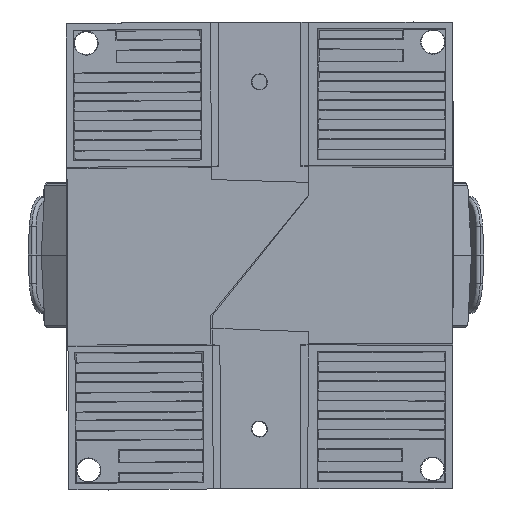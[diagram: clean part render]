
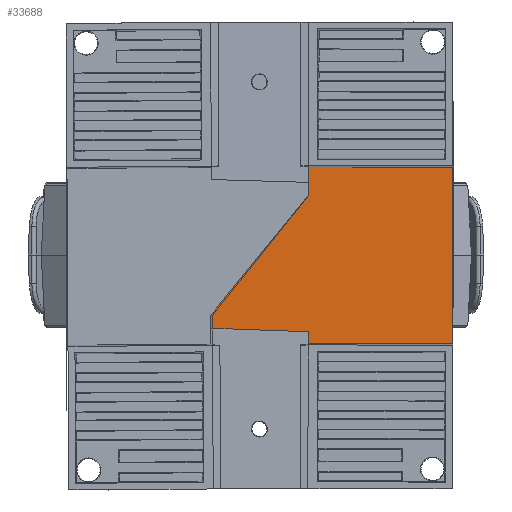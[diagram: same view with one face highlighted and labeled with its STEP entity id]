
A CAD part, front view. The second image highlights one B-rep face of the part: STEP entity #33688.
In plain terms, the highlighted planar face has unit normal (0, -1, 0).
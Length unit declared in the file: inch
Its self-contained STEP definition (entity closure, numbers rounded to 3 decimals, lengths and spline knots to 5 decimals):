
#746 = CARTESIAN_POINT ( 'NONE',  ( 0.41808, -2.77891, -1.29837 ) ) ;
#1407 = CARTESIAN_POINT ( 'NONE',  ( 1.58662, -2.77891, 0.12886 ) ) ;
#1946 = DIRECTION ( 'NONE',  ( -0.999, 0., 0.036 ) ) ;
#3037 = CARTESIAN_POINT ( 'NONE',  ( 0.4194, -2.77891, -0.10123 ) ) ;
#3313 = CARTESIAN_POINT ( 'NONE',  ( -0.36647, -2.77891, -1.17291 ) ) ;
#3767 = DIRECTION ( 'NONE',  ( 0.001, 0., 1. ) ) ;
#4242 = DIRECTION ( 'NONE',  ( 0.001, 0., 1. ) ) ;
#4386 = VERTEX_POINT ( 'NONE', #39585 ) ;
#5271 = VERTEX_POINT ( 'NONE', #3037 ) ;
#5575 = EDGE_CURVE ( 'NONE', #16941, #20622, #6630, .T. ) ;
#5972 = CARTESIAN_POINT ( 'NONE',  ( 1.58503, -2.77891, -1.29966 ) ) ;
#6630 = LINE ( 'NONE', #15231, #32585 ) ;
#7025 = FACE_OUTER_BOUND ( 'NONE', #22313, .T. ) ;
#7430 = CARTESIAN_POINT ( 'NONE',  ( 1.58503, -2.77891, -1.29966 ) ) ;
#7594 = VECTOR ( 'NONE', #11492, 39.37008 ) ;
#9035 = EDGE_CURVE ( 'NONE', #5271, #31708, #28807, .T. ) ;
#9059 = VERTEX_POINT ( 'NONE', #746 ) ;
#9842 = LINE ( 'NONE', #22629, #7594 ) ;
#9955 = VECTOR ( 'NONE', #45256, 39.37008 ) ;
#10539 = VERTEX_POINT ( 'NONE', #35517 ) ;
#10964 = EDGE_CURVE ( 'NONE', #34655, #9059, #42510, .T. ) ;
#11492 = DIRECTION ( 'NONE',  ( 0.001, 0., 1. ) ) ;
#12390 = VECTOR ( 'NONE', #22817, 39.37008 ) ;
#12931 = EDGE_CURVE ( 'NONE', #4386, #34655, #28177, .T. ) ;
#12984 = DIRECTION ( 'NONE',  ( 0., 1., 0. ) ) ;
#13111 = CARTESIAN_POINT ( 'NONE',  ( 0.41818, -2.77891, -1.20118 ) ) ;
#14436 = ORIENTED_EDGE ( 'NONE', *, *, #10964, .F. ) ;
#14481 = ORIENTED_EDGE ( 'NONE', *, *, #42544, .F. ) ;
#14789 = VECTOR ( 'NONE', #31224, 39.37008 ) ;
#15231 = CARTESIAN_POINT ( 'NONE',  ( -0.36647, -2.77891, -1.17291 ) ) ;
#16489 = DIRECTION ( 'NONE',  ( -1., 0., 0.001 ) ) ;
#16941 = VERTEX_POINT ( 'NONE', #3313 ) ;
#18326 = CARTESIAN_POINT ( 'NONE',  ( -0.36635, -2.77891, -1.06612 ) ) ;
#18710 = EDGE_CURVE ( 'NONE', #5271, #20622, #43807, .T. ) ;
#19184 = ORIENTED_EDGE ( 'NONE', *, *, #23489, .F. ) ;
#19195 = VECTOR ( 'NONE', #4242, 39.37008 ) ;
#20050 = CARTESIAN_POINT ( 'NONE',  ( -1.53068, -2.77891, 1.3043 ) ) ;
#20622 = VERTEX_POINT ( 'NONE', #18326 ) ;
#22313 = EDGE_LOOP ( 'NONE', ( #29054, #30041, #30109, #33992, #19184, #14436, #30003, #14481 ) ) ;
#22629 = CARTESIAN_POINT ( 'NONE',  ( 0.41808, -2.77891, -1.29837 ) ) ;
#22817 = DIRECTION ( 'NONE',  ( -0.001, 0., -1. ) ) ;
#23459 = CARTESIAN_POINT ( 'NONE',  ( -0.36635, -2.77891, -1.06612 ) ) ;
#23489 = EDGE_CURVE ( 'NONE', #9059, #10539, #9842, .T. ) ;
#24359 = LINE ( 'NONE', #26655, #14789 ) ;
#26655 = CARTESIAN_POINT ( 'NONE',  ( 0.41966, -2.77891, 0.13015 ) ) ;
#28177 = LINE ( 'NONE', #1407, #12390 ) ;
#28807 = LINE ( 'NONE', #40521, #19195 ) ;
#29054 = ORIENTED_EDGE ( 'NONE', *, *, #9035, .F. ) ;
#29408 = VECTOR ( 'NONE', #1946, 39.37008 ) ;
#29888 = EDGE_CURVE ( 'NONE', #10539, #16941, #33349, .T. ) ;
#30003 = ORIENTED_EDGE ( 'NONE', *, *, #12931, .F. ) ;
#30041 = ORIENTED_EDGE ( 'NONE', *, *, #18710, .T. ) ;
#30109 = ORIENTED_EDGE ( 'NONE', *, *, #5575, .F. ) ;
#31224 = DIRECTION ( 'NONE',  ( 1., 0., -0.001 ) ) ;
#31708 = VERTEX_POINT ( 'NONE', #42256 ) ;
#32585 = VECTOR ( 'NONE', #3767, 39.37008 ) ;
#33349 = LINE ( 'NONE', #13111, #29408 ) ;
#33688 = ADVANCED_FACE ( 'NONE', ( #7025 ), #41876, .F. ) ;
#33992 = ORIENTED_EDGE ( 'NONE', *, *, #29888, .F. ) ;
#34655 = VERTEX_POINT ( 'NONE', #7430 ) ;
#35114 = AXIS2_PLACEMENT_3D ( 'NONE', #20050, #12984, #38273 ) ;
#35517 = CARTESIAN_POINT ( 'NONE',  ( 0.41818, -2.77891, -1.20118 ) ) ;
#36317 = VECTOR ( 'NONE', #16489, 39.37008 ) ;
#38273 = DIRECTION ( 'NONE',  ( -1., 0., 0. ) ) ;
#39585 = CARTESIAN_POINT ( 'NONE',  ( 1.58662, -2.77891, 0.12886 ) ) ;
#40521 = CARTESIAN_POINT ( 'NONE',  ( 0.4194, -2.77891, -0.10123 ) ) ;
#41876 = PLANE ( 'NONE',  #35114 ) ;
#42256 = CARTESIAN_POINT ( 'NONE',  ( 0.41966, -2.77891, 0.13015 ) ) ;
#42510 = LINE ( 'NONE', #5972, #36317 ) ;
#42544 = EDGE_CURVE ( 'NONE', #31708, #4386, #24359, .T. ) ;
#43807 = LINE ( 'NONE', #23459, #9955 ) ;
#45256 = DIRECTION ( 'NONE',  ( -0.631, 0., -0.775 ) ) ;
